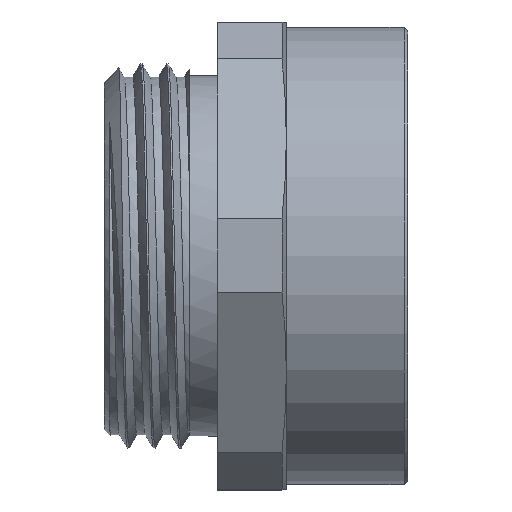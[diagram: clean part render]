
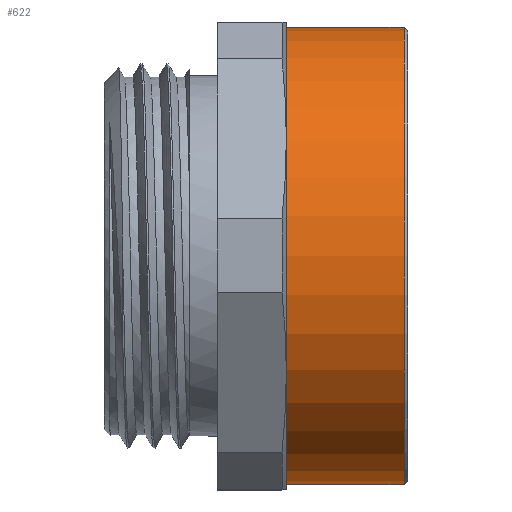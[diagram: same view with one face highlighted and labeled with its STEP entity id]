
A CAD part, top view. The second image highlights one B-rep face of the part: STEP entity #622.
In plain terms, the highlighted cylindrical face has radius 13.2 mm (diameter 26.4 mm), a full revolution.
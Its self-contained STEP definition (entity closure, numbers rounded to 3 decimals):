
#88=CYLINDRICAL_SURFACE('',#690,13.2);
#118=FACE_BOUND('',#205,.T.);
#158=FACE_OUTER_BOUND('',#204,.T.);
#204=EDGE_LOOP('',(#548));
#205=EDGE_LOOP('',(#549));
#241=CIRCLE('',#689,13.2);
#242=CIRCLE('',#691,13.2);
#315=VERTEX_POINT('',#2859);
#316=VERTEX_POINT('',#2862);
#401=EDGE_CURVE('',#315,#315,#241,.T.);
#402=EDGE_CURVE('',#316,#316,#242,.T.);
#548=ORIENTED_EDGE('',*,*,#401,.T.);
#549=ORIENTED_EDGE('',*,*,#402,.F.);
#622=ADVANCED_FACE('',(#158,#118),#88,.T.);
#689=AXIS2_PLACEMENT_3D('',#2860,#830,#831);
#690=AXIS2_PLACEMENT_3D('',#2861,#832,#833);
#691=AXIS2_PLACEMENT_3D('',#2863,#834,#835);
#830=DIRECTION('center_axis',(1.,0.,0.));
#831=DIRECTION('ref_axis',(0.,0.,-1.));
#832=DIRECTION('center_axis',(1.,0.,0.));
#833=DIRECTION('ref_axis',(0.,1.,0.));
#834=DIRECTION('center_axis',(1.,0.,0.));
#835=DIRECTION('ref_axis',(0.,0.,-1.));
#2859=CARTESIAN_POINT('',(-7.,13.2,0.));
#2860=CARTESIAN_POINT('Origin',(-7.,0.,0.));
#2861=CARTESIAN_POINT('Origin',(-3.6,0.,0.));
#2862=CARTESIAN_POINT('',(-0.2,13.2,0.));
#2863=CARTESIAN_POINT('Origin',(-0.2,0.,0.));
